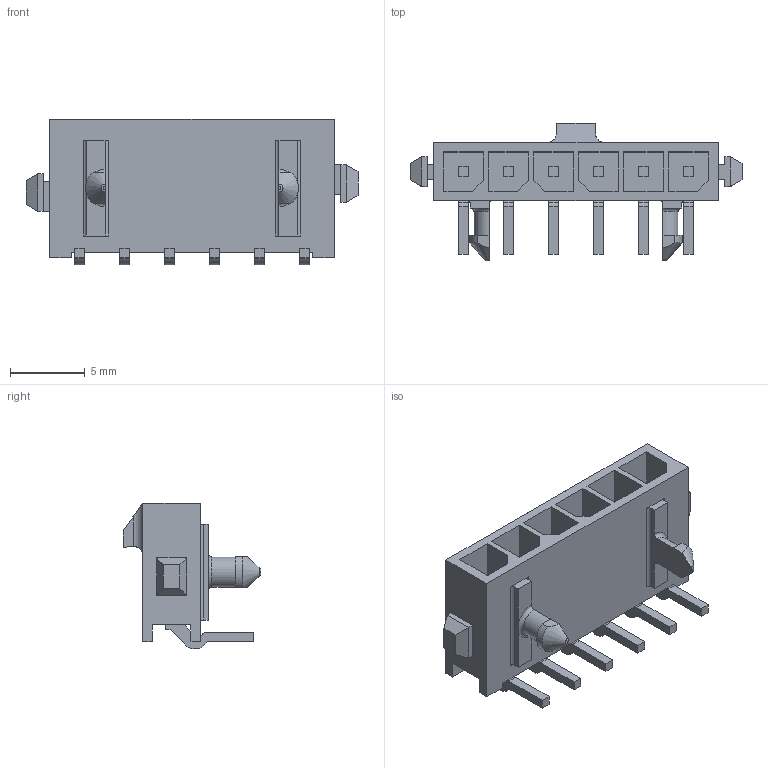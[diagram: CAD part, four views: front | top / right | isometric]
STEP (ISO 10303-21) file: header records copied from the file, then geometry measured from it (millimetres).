
FILE_DESCRIPTION((''),'2;1');
FILE_NAME('C-1445098-6','2011-07-21T',('workeradm'),(''),'PRO/ENGINEER BY PARAMETRIC TECHNOLOGY CORPORATION, 2010430','PRO/ENGINEER BY PARAMETRIC TECHNOLOGY CORPORATION, 2010430','');
FILE_SCHEMA(('AUTOMOTIVE_DESIGN { 1 0 10303 214 1 1 1 1 }'));
Length unit declared in the file: millimetre
Products named in the file (1): C-1445098-6
Bounding box: 22.14 x 9.18 x 9.73 mm (x, y, z)
Volume: 424.3 mm3; surface area: 1209.6 mm2
Topology: 1 solids, 1 shells, 229 faces, 639 edges, 422 vertices
Faces by surface type: plane 188, cylinder 35, torus 2, cone 2, bspline 2
Entity records: 7560 total; most frequent: CARTESIAN_POINT 1410, ORIENTED_EDGE 1278, DIRECTION 1167, EDGE_CURVE 639, VECTOR 549, LINE 549, VERTEX_POINT 422, AXIS2_PLACEMENT_3D 309
